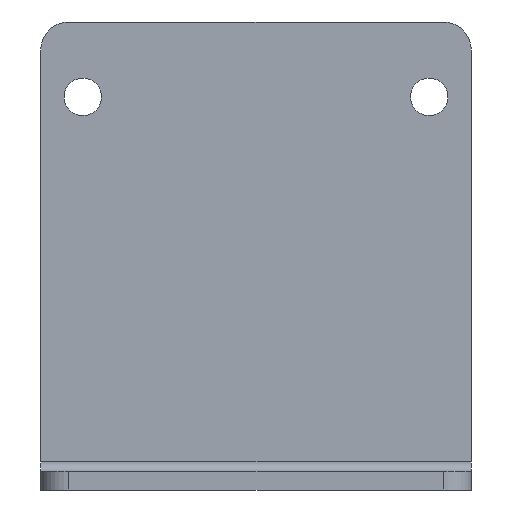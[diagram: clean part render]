
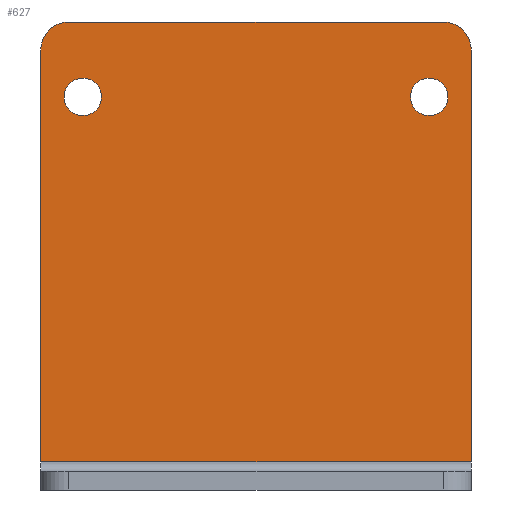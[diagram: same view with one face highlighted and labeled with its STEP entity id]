
A CAD part, left-side view. The second image highlights one B-rep face of the part: STEP entity #627.
In plain terms, the highlighted planar face has unit normal (-1, 0, 0).
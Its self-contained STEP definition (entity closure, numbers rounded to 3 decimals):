
#15=FACE_BOUND('',#83,.T.);
#16=FACE_BOUND('',#84,.T.);
#32=PLANE('',#664);
#49=FACE_OUTER_BOUND('',#82,.T.);
#82=EDGE_LOOP('',(#433,#434,#435,#436,#437,#438));
#83=EDGE_LOOP('',(#439));
#84=EDGE_LOOP('',(#440));
#133=LINE('',#932,#189);
#134=LINE('',#936,#190);
#135=LINE('',#938,#191);
#136=LINE('',#939,#192);
#189=VECTOR('',#740,10.);
#190=VECTOR('',#743,10.);
#191=VECTOR('',#744,10.);
#192=VECTOR('',#745,10.);
#244=CIRCLE('',#663,3.);
#245=CIRCLE('',#665,3.);
#246=CIRCLE('',#666,2.);
#247=CIRCLE('',#667,2.);
#279=VERTEX_POINT('',#925);
#280=VERTEX_POINT('',#927);
#281=VERTEX_POINT('',#931);
#282=VERTEX_POINT('',#933);
#283=VERTEX_POINT('',#935);
#284=VERTEX_POINT('',#937);
#285=VERTEX_POINT('',#940);
#286=VERTEX_POINT('',#942);
#341=EDGE_CURVE('',#279,#280,#244,.T.);
#343=EDGE_CURVE('',#281,#279,#133,.T.);
#344=EDGE_CURVE('',#282,#281,#245,.T.);
#345=EDGE_CURVE('',#283,#282,#134,.T.);
#346=EDGE_CURVE('',#284,#283,#135,.T.);
#347=EDGE_CURVE('',#284,#280,#136,.T.);
#348=EDGE_CURVE('',#285,#285,#246,.T.);
#349=EDGE_CURVE('',#286,#286,#247,.T.);
#433=ORIENTED_EDGE('',*,*,#341,.F.);
#434=ORIENTED_EDGE('',*,*,#343,.F.);
#435=ORIENTED_EDGE('',*,*,#344,.F.);
#436=ORIENTED_EDGE('',*,*,#345,.F.);
#437=ORIENTED_EDGE('',*,*,#346,.F.);
#438=ORIENTED_EDGE('',*,*,#347,.T.);
#439=ORIENTED_EDGE('',*,*,#348,.T.);
#440=ORIENTED_EDGE('',*,*,#349,.T.);
#627=ADVANCED_FACE('',(#49,#15,#16),#32,.T.);
#663=AXIS2_PLACEMENT_3D('',#928,#735,#736);
#664=AXIS2_PLACEMENT_3D('',#930,#738,#739);
#665=AXIS2_PLACEMENT_3D('',#934,#741,#742);
#666=AXIS2_PLACEMENT_3D('',#941,#746,#747);
#667=AXIS2_PLACEMENT_3D('',#943,#748,#749);
#735=DIRECTION('center_axis',(1.,0.,0.));
#736=DIRECTION('ref_axis',(0.,-0.707,0.707));
#738=DIRECTION('center_axis',(-1.,0.,0.));
#739=DIRECTION('ref_axis',(0.,-1.,0.));
#740=DIRECTION('',(0.,-1.,0.));
#741=DIRECTION('center_axis',(1.,0.,0.));
#742=DIRECTION('ref_axis',(0.,0.707,0.707));
#743=DIRECTION('',(0.,0.,1.));
#744=DIRECTION('',(0.,1.,0.));
#745=DIRECTION('',(0.,0.,1.));
#746=DIRECTION('center_axis',(1.,0.,0.));
#747=DIRECTION('ref_axis',(0.,0.,-1.));
#748=DIRECTION('center_axis',(1.,0.,0.));
#749=DIRECTION('ref_axis',(0.,0.,-1.));
#925=CARTESIAN_POINT('',(23.,-20.,50.));
#927=CARTESIAN_POINT('',(23.,-23.,47.));
#928=CARTESIAN_POINT('Origin',(23.,-20.,47.));
#930=CARTESIAN_POINT('Origin',(23.,23.,2.));
#931=CARTESIAN_POINT('',(23.,20.,50.));
#932=CARTESIAN_POINT('',(23.,-23.,50.));
#933=CARTESIAN_POINT('',(23.,23.,47.));
#934=CARTESIAN_POINT('Origin',(23.,20.,47.));
#935=CARTESIAN_POINT('',(23.,23.,3.));
#936=CARTESIAN_POINT('',(23.,23.,2.));
#937=CARTESIAN_POINT('',(23.,-23.,3.));
#938=CARTESIAN_POINT('',(23.,11.5,3.));
#939=CARTESIAN_POINT('',(23.,-23.,2.));
#940=CARTESIAN_POINT('',(23.,-18.5,44.));
#941=CARTESIAN_POINT('Origin',(23.,-18.5,42.));
#942=CARTESIAN_POINT('',(23.,18.5,44.));
#943=CARTESIAN_POINT('Origin',(23.,18.5,42.));
